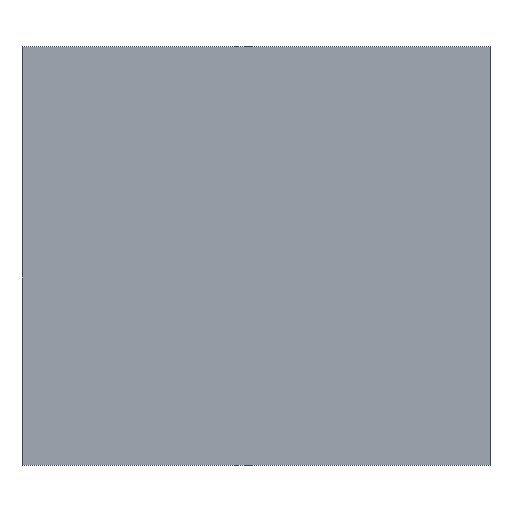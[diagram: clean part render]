
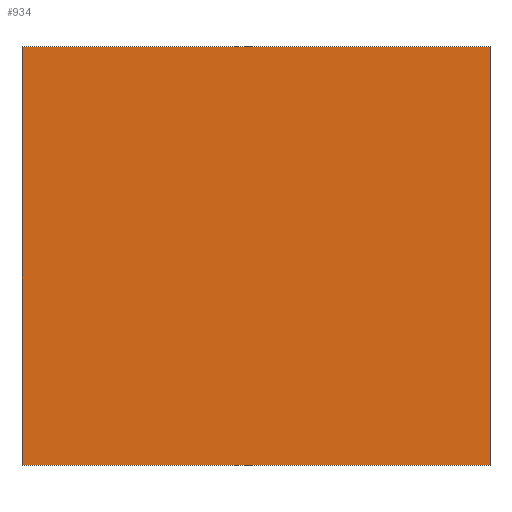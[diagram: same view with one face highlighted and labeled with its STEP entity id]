
A CAD part, top view. The second image highlights one B-rep face of the part: STEP entity #934.
In plain terms, the highlighted planar face has unit normal (0, 0, 1).
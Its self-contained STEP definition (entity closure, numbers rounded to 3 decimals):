
#72 = PLANE('',#73);
#73 = AXIS2_PLACEMENT_3D('',#74,#75,#76);
#74 = CARTESIAN_POINT('',(0.,0.,15.875));
#75 = DIRECTION('',(0.,1.,0.));
#76 = DIRECTION('',(1.,0.,0.));
#185 = PLANE('',#186);
#186 = AXIS2_PLACEMENT_3D('',#187,#188,#189);
#187 = CARTESIAN_POINT('',(0.,215.9,15.875));
#188 = DIRECTION('',(1.,0.,0.));
#189 = DIRECTION('',(0.,-1.,0.));
#309 = PLANE('',#310);
#310 = AXIS2_PLACEMENT_3D('',#311,#312,#313);
#311 = CARTESIAN_POINT('',(241.3,0.,15.875));
#312 = DIRECTION('',(-1.,0.,0.));
#313 = DIRECTION('',(0.,1.,0.));
#396 = VERTEX_POINT('',#397);
#397 = CARTESIAN_POINT('',(0.,0.,22.225));
#418 = EDGE_CURVE('',#396,#419,#421,.T.);
#419 = VERTEX_POINT('',#420);
#420 = CARTESIAN_POINT('',(241.3,0.,22.225));
#421 = SURFACE_CURVE('',#422,(#426,#433),.PCURVE_S1.);
#422 = LINE('',#423,#424);
#423 = CARTESIAN_POINT('',(0.,0.,22.225));
#424 = VECTOR('',#425,1.);
#425 = DIRECTION('',(1.,0.,0.));
#426 = PCURVE('',#72,#427);
#427 = DEFINITIONAL_REPRESENTATION('',(#428),#432);
#428 = LINE('',#429,#430);
#429 = CARTESIAN_POINT('',(0.,-6.35));
#430 = VECTOR('',#431,1.);
#431 = DIRECTION('',(1.,0.));
#432 = ( GEOMETRIC_REPRESENTATION_CONTEXT(2) 
PARAMETRIC_REPRESENTATION_CONTEXT() REPRESENTATION_CONTEXT('2D SPACE',''
  ) );
#433 = PCURVE('',#434,#439);
#434 = PLANE('',#435);
#435 = AXIS2_PLACEMENT_3D('',#436,#437,#438);
#436 = CARTESIAN_POINT('',(120.65,107.95,22.225));
#437 = DIRECTION('',(0.,0.,1.));
#438 = DIRECTION('',(0.,1.,0.));
#439 = DEFINITIONAL_REPRESENTATION('',(#440),#444);
#440 = LINE('',#441,#442);
#441 = CARTESIAN_POINT('',(-107.95,120.65));
#442 = VECTOR('',#443,1.);
#443 = DIRECTION('',(0.,-1.));
#444 = ( GEOMETRIC_REPRESENTATION_CONTEXT(2) 
PARAMETRIC_REPRESENTATION_CONTEXT() REPRESENTATION_CONTEXT('2D SPACE',''
  ) );
#486 = PLANE('',#487);
#487 = AXIS2_PLACEMENT_3D('',#488,#489,#490);
#488 = CARTESIAN_POINT('',(241.3,215.9,15.875));
#489 = DIRECTION('',(0.,-1.,0.));
#490 = DIRECTION('',(-1.,0.,0.));
#504 = VERTEX_POINT('',#505);
#505 = CARTESIAN_POINT('',(0.,215.9,22.225));
#526 = EDGE_CURVE('',#504,#396,#527,.T.);
#527 = SURFACE_CURVE('',#528,(#532,#539),.PCURVE_S1.);
#528 = LINE('',#529,#530);
#529 = CARTESIAN_POINT('',(0.,215.9,22.225));
#530 = VECTOR('',#531,1.);
#531 = DIRECTION('',(0.,-1.,0.));
#532 = PCURVE('',#185,#533);
#533 = DEFINITIONAL_REPRESENTATION('',(#534),#538);
#534 = LINE('',#535,#536);
#535 = CARTESIAN_POINT('',(0.,-6.35));
#536 = VECTOR('',#537,1.);
#537 = DIRECTION('',(1.,0.));
#538 = ( GEOMETRIC_REPRESENTATION_CONTEXT(2) 
PARAMETRIC_REPRESENTATION_CONTEXT() REPRESENTATION_CONTEXT('2D SPACE',''
  ) );
#539 = PCURVE('',#434,#540);
#540 = DEFINITIONAL_REPRESENTATION('',(#541),#545);
#541 = LINE('',#542,#543);
#542 = CARTESIAN_POINT('',(107.95,120.65));
#543 = VECTOR('',#544,1.);
#544 = DIRECTION('',(-1.,0.));
#545 = ( GEOMETRIC_REPRESENTATION_CONTEXT(2) 
PARAMETRIC_REPRESENTATION_CONTEXT() REPRESENTATION_CONTEXT('2D SPACE',''
  ) );
#890 = EDGE_CURVE('',#419,#891,#893,.T.);
#891 = VERTEX_POINT('',#892);
#892 = CARTESIAN_POINT('',(241.3,215.9,22.225));
#893 = SURFACE_CURVE('',#894,(#898,#905),.PCURVE_S1.);
#894 = LINE('',#895,#896);
#895 = CARTESIAN_POINT('',(241.3,0.,22.225));
#896 = VECTOR('',#897,1.);
#897 = DIRECTION('',(0.,1.,0.));
#898 = PCURVE('',#309,#899);
#899 = DEFINITIONAL_REPRESENTATION('',(#900),#904);
#900 = LINE('',#901,#902);
#901 = CARTESIAN_POINT('',(0.,-6.35));
#902 = VECTOR('',#903,1.);
#903 = DIRECTION('',(1.,0.));
#904 = ( GEOMETRIC_REPRESENTATION_CONTEXT(2) 
PARAMETRIC_REPRESENTATION_CONTEXT() REPRESENTATION_CONTEXT('2D SPACE',''
  ) );
#905 = PCURVE('',#434,#906);
#906 = DEFINITIONAL_REPRESENTATION('',(#907),#911);
#907 = LINE('',#908,#909);
#908 = CARTESIAN_POINT('',(-107.95,-120.65));
#909 = VECTOR('',#910,1.);
#910 = DIRECTION('',(1.,0.));
#911 = ( GEOMETRIC_REPRESENTATION_CONTEXT(2) 
PARAMETRIC_REPRESENTATION_CONTEXT() REPRESENTATION_CONTEXT('2D SPACE',''
  ) );
#934 = ADVANCED_FACE('',(#935),#434,.T.);
#935 = FACE_BOUND('',#936,.T.);
#936 = EDGE_LOOP('',(#937,#938,#939,#960));
#937 = ORIENTED_EDGE('',*,*,#418,.T.);
#938 = ORIENTED_EDGE('',*,*,#890,.T.);
#939 = ORIENTED_EDGE('',*,*,#940,.T.);
#940 = EDGE_CURVE('',#891,#504,#941,.T.);
#941 = SURFACE_CURVE('',#942,(#946,#953),.PCURVE_S1.);
#942 = LINE('',#943,#944);
#943 = CARTESIAN_POINT('',(241.3,215.9,22.225));
#944 = VECTOR('',#945,1.);
#945 = DIRECTION('',(-1.,0.,0.));
#946 = PCURVE('',#434,#947);
#947 = DEFINITIONAL_REPRESENTATION('',(#948),#952);
#948 = LINE('',#949,#950);
#949 = CARTESIAN_POINT('',(107.95,-120.65));
#950 = VECTOR('',#951,1.);
#951 = DIRECTION('',(0.,1.));
#952 = ( GEOMETRIC_REPRESENTATION_CONTEXT(2) 
PARAMETRIC_REPRESENTATION_CONTEXT() REPRESENTATION_CONTEXT('2D SPACE',''
  ) );
#953 = PCURVE('',#486,#954);
#954 = DEFINITIONAL_REPRESENTATION('',(#955),#959);
#955 = LINE('',#956,#957);
#956 = CARTESIAN_POINT('',(0.,-6.35));
#957 = VECTOR('',#958,1.);
#958 = DIRECTION('',(1.,0.));
#959 = ( GEOMETRIC_REPRESENTATION_CONTEXT(2) 
PARAMETRIC_REPRESENTATION_CONTEXT() REPRESENTATION_CONTEXT('2D SPACE',''
  ) );
#960 = ORIENTED_EDGE('',*,*,#526,.T.);
